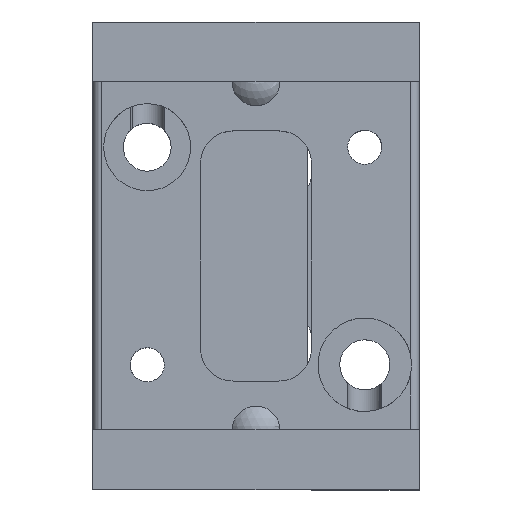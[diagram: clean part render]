
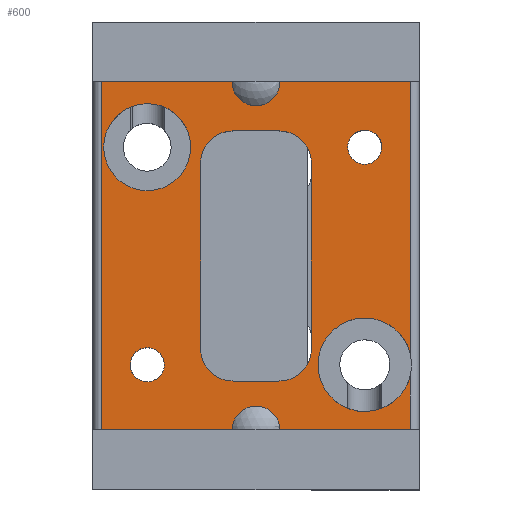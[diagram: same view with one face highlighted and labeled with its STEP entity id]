
A CAD part, top view. The second image highlights one B-rep face of the part: STEP entity #600.
In plain terms, the highlighted planar face has unit normal (0, 0, 1).
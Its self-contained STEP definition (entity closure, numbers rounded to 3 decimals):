
#314=AXIS2_PLACEMENT_3D('Circle Axis2P3D',#312,#313,$) ;
#340=AXIS2_PLACEMENT_3D('Circle Axis2P3D',#338,#339,$) ;
#358=AXIS2_PLACEMENT_3D('Plane Axis2P3D',#355,#356,#357) ;
#371=AXIS2_PLACEMENT_3D('Circle Axis2P3D',#369,#370,$) ;
#385=AXIS2_PLACEMENT_3D('Circle Axis2P3D',#383,#384,$) ;
#399=AXIS2_PLACEMENT_3D('Circle Axis2P3D',#397,#398,$) ;
#413=AXIS2_PLACEMENT_3D('Circle Axis2P3D',#411,#412,$) ;
#427=AXIS2_PLACEMENT_3D('Circle Axis2P3D',#425,#426,$) ;
#434=AXIS2_PLACEMENT_3D('Circle Axis2P3D',#432,#433,$) ;
#441=AXIS2_PLACEMENT_3D('Circle Axis2P3D',#439,#440,$) ;
#464=AXIS2_PLACEMENT_3D('Circle Axis2P3D',#462,#463,$) ;
#473=AXIS2_PLACEMENT_3D('Circle Axis2P3D',#471,#472,$) ;
#482=AXIS2_PLACEMENT_3D('Circle Axis2P3D',#480,#481,$) ;
#491=AXIS2_PLACEMENT_3D('Circle Axis2P3D',#489,#490,$) ;
#500=AXIS2_PLACEMENT_3D('Circle Axis2P3D',#498,#499,$) ;
#516=AXIS2_PLACEMENT_3D('Circle Axis2P3D',#514,#515,$) ;
#530=AXIS2_PLACEMENT_3D('Circle Axis2P3D',#528,#529,$) ;
#544=AXIS2_PLACEMENT_3D('Circle Axis2P3D',#542,#543,$) ;
#566=AXIS2_PLACEMENT_3D('Circle Axis2P3D',#564,#565,$) ;
#575=AXIS2_PLACEMENT_3D('Circle Axis2P3D',#573,#574,$) ;
#584=AXIS2_PLACEMENT_3D('Circle Axis2P3D',#582,#583,$) ;
#593=AXIS2_PLACEMENT_3D('Circle Axis2P3D',#591,#592,$) ;
#307=CARTESIAN_POINT('Vertex',(6.535,7.473,2.6)) ;
#312=CARTESIAN_POINT('Axis2P3D Location',(7.5,8.,2.6)) ;
#316=CARTESIAN_POINT('Vertex',(8.465,8.527,2.6)) ;
#338=CARTESIAN_POINT('Axis2P3D Location',(7.5,8.,2.6)) ;
#355=CARTESIAN_POINT('Axis2P3D Location',(15.,-9.25,2.6)) ;
#360=CARTESIAN_POINT('Line Origine',(14.6,2.596,2.6)) ;
#364=CARTESIAN_POINT('Vertex',(14.6,-4.539,2.6)) ;
#366=CARTESIAN_POINT('Vertex',(14.6,9.73,2.6)) ;
#369=CARTESIAN_POINT('Axis2P3D Location',(13.5,10.75,2.6)) ;
#373=CARTESIAN_POINT('Vertex',(13.5,9.25,2.6)) ;
#376=CARTESIAN_POINT('Line Origine',(7.5,9.25,2.6)) ;
#380=CARTESIAN_POINT('Vertex',(1.5,9.25,2.6)) ;
#383=CARTESIAN_POINT('Axis2P3D Location',(1.5,10.75,2.6)) ;
#387=CARTESIAN_POINT('Vertex',(0.4,9.73,2.6)) ;
#390=CARTESIAN_POINT('Line Origine',(0.4,0.,2.6)) ;
#394=CARTESIAN_POINT('Vertex',(0.4,-9.73,2.6)) ;
#397=CARTESIAN_POINT('Axis2P3D Location',(1.5,-10.75,2.6)) ;
#401=CARTESIAN_POINT('Vertex',(1.5,-9.25,2.6)) ;
#404=CARTESIAN_POINT('Line Origine',(7.5,-9.25,2.6)) ;
#408=CARTESIAN_POINT('Vertex',(13.5,-9.25,2.6)) ;
#411=CARTESIAN_POINT('Axis2P3D Location',(13.5,-10.75,2.6)) ;
#415=CARTESIAN_POINT('Vertex',(14.6,-9.73,2.6)) ;
#418=CARTESIAN_POINT('Line Origine',(14.6,-7.596,2.6)) ;
#422=CARTESIAN_POINT('Vertex',(14.6,-5.461,2.6)) ;
#425=CARTESIAN_POINT('Axis2P3D Location',(12.5,-5.,2.6)) ;
#429=CARTESIAN_POINT('Vertex',(14.387,-6.031,2.6)) ;
#432=CARTESIAN_POINT('Axis2P3D Location',(12.5,-5.,2.6)) ;
#436=CARTESIAN_POINT('Vertex',(10.613,-3.969,2.6)) ;
#439=CARTESIAN_POINT('Axis2P3D Location',(12.5,-5.,2.6)) ;
#462=CARTESIAN_POINT('Axis2P3D Location',(2.5,-5.,2.6)) ;
#466=CARTESIAN_POINT('Vertex',(1.812,-4.624,2.6)) ;
#468=CARTESIAN_POINT('Vertex',(3.188,-5.376,2.6)) ;
#471=CARTESIAN_POINT('Axis2P3D Location',(2.5,-5.,2.6)) ;
#480=CARTESIAN_POINT('Axis2P3D Location',(12.5,5.,2.6)) ;
#484=CARTESIAN_POINT('Vertex',(11.812,5.376,2.6)) ;
#486=CARTESIAN_POINT('Vertex',(13.188,4.624,2.6)) ;
#489=CARTESIAN_POINT('Axis2P3D Location',(12.5,5.,2.6)) ;
#498=CARTESIAN_POINT('Axis2P3D Location',(6.45,-4.25,2.6)) ;
#502=CARTESIAN_POINT('Vertex',(6.45,-5.75,2.6)) ;
#504=CARTESIAN_POINT('Vertex',(4.95,-4.25,2.6)) ;
#507=CARTESIAN_POINT('Line Origine',(4.95,0.,2.6)) ;
#511=CARTESIAN_POINT('Vertex',(4.95,4.25,2.6)) ;
#514=CARTESIAN_POINT('Axis2P3D Location',(6.45,4.25,2.6)) ;
#518=CARTESIAN_POINT('Vertex',(6.45,5.75,2.6)) ;
#521=CARTESIAN_POINT('Line Origine',(7.5,5.75,2.6)) ;
#525=CARTESIAN_POINT('Vertex',(8.55,5.75,2.6)) ;
#528=CARTESIAN_POINT('Axis2P3D Location',(8.55,4.25,2.6)) ;
#532=CARTESIAN_POINT('Vertex',(10.05,4.25,2.6)) ;
#535=CARTESIAN_POINT('Line Origine',(10.05,0.,2.6)) ;
#539=CARTESIAN_POINT('Vertex',(10.05,-4.25,2.6)) ;
#542=CARTESIAN_POINT('Axis2P3D Location',(8.55,-4.25,2.6)) ;
#546=CARTESIAN_POINT('Vertex',(8.55,-5.75,2.6)) ;
#549=CARTESIAN_POINT('Line Origine',(7.5,-5.75,2.6)) ;
#564=CARTESIAN_POINT('Axis2P3D Location',(2.5,5.,2.6)) ;
#568=CARTESIAN_POINT('Vertex',(0.745,5.959,2.6)) ;
#570=CARTESIAN_POINT('Vertex',(4.255,4.041,2.6)) ;
#573=CARTESIAN_POINT('Axis2P3D Location',(2.5,5.,2.6)) ;
#582=CARTESIAN_POINT('Axis2P3D Location',(7.5,-8.,2.6)) ;
#586=CARTESIAN_POINT('Vertex',(8.465,-7.473,2.6)) ;
#588=CARTESIAN_POINT('Vertex',(6.535,-8.527,2.6)) ;
#591=CARTESIAN_POINT('Axis2P3D Location',(7.5,-8.,2.6)) ;
#313=DIRECTION('Axis2P3D Direction',(0.,0.,1.)) ;
#339=DIRECTION('Axis2P3D Direction',(0.,0.,1.)) ;
#356=DIRECTION('Axis2P3D Direction',(0.,-0.,1.)) ;
#357=DIRECTION('Axis2P3D XDirection',(0.,1.,0.)) ;
#361=DIRECTION('Vector Direction',(0.,1.,0.)) ;
#370=DIRECTION('Axis2P3D Direction',(0.,-0.,1.)) ;
#377=DIRECTION('Vector Direction',(-1.,0.,0.)) ;
#384=DIRECTION('Axis2P3D Direction',(0.,-0.,1.)) ;
#391=DIRECTION('Vector Direction',(0.,1.,0.)) ;
#398=DIRECTION('Axis2P3D Direction',(0.,-0.,1.)) ;
#405=DIRECTION('Vector Direction',(-1.,0.,0.)) ;
#412=DIRECTION('Axis2P3D Direction',(0.,-0.,1.)) ;
#419=DIRECTION('Vector Direction',(0.,1.,0.)) ;
#426=DIRECTION('Axis2P3D Direction',(0.,-0.,1.)) ;
#433=DIRECTION('Axis2P3D Direction',(0.,-0.,1.)) ;
#440=DIRECTION('Axis2P3D Direction',(0.,-0.,1.)) ;
#463=DIRECTION('Axis2P3D Direction',(0.,-0.,1.)) ;
#472=DIRECTION('Axis2P3D Direction',(0.,-0.,1.)) ;
#481=DIRECTION('Axis2P3D Direction',(0.,-0.,1.)) ;
#490=DIRECTION('Axis2P3D Direction',(0.,-0.,1.)) ;
#499=DIRECTION('Axis2P3D Direction',(0.,-0.,1.)) ;
#508=DIRECTION('Vector Direction',(0.,-1.,0.)) ;
#515=DIRECTION('Axis2P3D Direction',(0.,-0.,1.)) ;
#522=DIRECTION('Vector Direction',(1.,0.,0.)) ;
#529=DIRECTION('Axis2P3D Direction',(0.,-0.,1.)) ;
#536=DIRECTION('Vector Direction',(0.,1.,0.)) ;
#543=DIRECTION('Axis2P3D Direction',(0.,-0.,1.)) ;
#550=DIRECTION('Vector Direction',(-1.,0.,0.)) ;
#565=DIRECTION('Axis2P3D Direction',(0.,-0.,1.)) ;
#574=DIRECTION('Axis2P3D Direction',(0.,-0.,1.)) ;
#583=DIRECTION('Axis2P3D Direction',(0.,-0.,1.)) ;
#592=DIRECTION('Axis2P3D Direction',(0.,-0.,1.)) ;
#362=VECTOR('Line Direction',#361,1.) ;
#378=VECTOR('Line Direction',#377,1.) ;
#392=VECTOR('Line Direction',#391,1.) ;
#406=VECTOR('Line Direction',#405,1.) ;
#420=VECTOR('Line Direction',#419,1.) ;
#509=VECTOR('Line Direction',#508,1.) ;
#523=VECTOR('Line Direction',#522,1.) ;
#537=VECTOR('Line Direction',#536,1.) ;
#551=VECTOR('Line Direction',#550,1.) ;
#445=ORIENTED_EDGE('',*,*,#368,.T.) ;
#446=ORIENTED_EDGE('',*,*,#375,.F.) ;
#447=ORIENTED_EDGE('',*,*,#382,.T.) ;
#448=ORIENTED_EDGE('',*,*,#389,.F.) ;
#449=ORIENTED_EDGE('',*,*,#396,.T.) ;
#450=ORIENTED_EDGE('',*,*,#403,.F.) ;
#451=ORIENTED_EDGE('',*,*,#410,.F.) ;
#452=ORIENTED_EDGE('',*,*,#417,.F.) ;
#453=ORIENTED_EDGE('',*,*,#424,.T.) ;
#454=ORIENTED_EDGE('',*,*,#431,.F.) ;
#455=ORIENTED_EDGE('',*,*,#438,.F.) ;
#456=ORIENTED_EDGE('',*,*,#443,.F.) ;
#459=ORIENTED_EDGE('',*,*,#342,.F.) ;
#460=ORIENTED_EDGE('',*,*,#318,.F.) ;
#477=ORIENTED_EDGE('',*,*,#470,.F.) ;
#478=ORIENTED_EDGE('',*,*,#475,.F.) ;
#495=ORIENTED_EDGE('',*,*,#488,.F.) ;
#496=ORIENTED_EDGE('',*,*,#493,.F.) ;
#555=ORIENTED_EDGE('',*,*,#506,.T.) ;
#556=ORIENTED_EDGE('',*,*,#513,.F.) ;
#557=ORIENTED_EDGE('',*,*,#520,.T.) ;
#558=ORIENTED_EDGE('',*,*,#527,.F.) ;
#559=ORIENTED_EDGE('',*,*,#534,.T.) ;
#560=ORIENTED_EDGE('',*,*,#541,.F.) ;
#561=ORIENTED_EDGE('',*,*,#548,.T.) ;
#562=ORIENTED_EDGE('',*,*,#553,.F.) ;
#579=ORIENTED_EDGE('',*,*,#572,.F.) ;
#580=ORIENTED_EDGE('',*,*,#577,.F.) ;
#597=ORIENTED_EDGE('',*,*,#590,.F.) ;
#598=ORIENTED_EDGE('',*,*,#595,.F.) ;
#461=FACE_BOUND('',#458,.T.) ;
#479=FACE_BOUND('',#476,.T.) ;
#497=FACE_BOUND('',#494,.T.) ;
#563=FACE_BOUND('',#554,.T.) ;
#581=FACE_BOUND('',#578,.T.) ;
#599=FACE_BOUND('',#596,.T.) ;
#600=ADVANCED_FACE('Hauptk\X2\00F6\X0\rper',(#457,#461,#479,#497,#563,#581,#599),#359,.T.) ;
#315=CIRCLE('generated circle',#314,1.1) ;
#341=CIRCLE('generated circle',#340,1.1) ;
#372=CIRCLE('generated circle',#371,1.5) ;
#386=CIRCLE('generated circle',#385,1.5) ;
#400=CIRCLE('generated circle',#399,1.5) ;
#414=CIRCLE('generated circle',#413,1.5) ;
#428=CIRCLE('generated circle',#427,2.15) ;
#435=CIRCLE('generated circle',#434,2.15) ;
#442=CIRCLE('generated circle',#441,2.15) ;
#465=CIRCLE('generated circle',#464,0.784) ;
#474=CIRCLE('generated circle',#473,0.784) ;
#483=CIRCLE('generated circle',#482,0.784) ;
#492=CIRCLE('generated circle',#491,0.784) ;
#501=CIRCLE('generated circle',#500,1.5) ;
#517=CIRCLE('generated circle',#516,1.5) ;
#531=CIRCLE('generated circle',#530,1.5) ;
#545=CIRCLE('generated circle',#544,1.5) ;
#567=CIRCLE('generated circle',#566,2.) ;
#576=CIRCLE('generated circle',#575,2.) ;
#585=CIRCLE('generated circle',#584,1.1) ;
#594=CIRCLE('generated circle',#593,1.1) ;
#318=EDGE_CURVE('',#308,#317,#315,.T.) ;
#342=EDGE_CURVE('',#317,#308,#341,.T.) ;
#368=EDGE_CURVE('',#365,#367,#363,.T.) ;
#375=EDGE_CURVE('',#374,#367,#372,.T.) ;
#382=EDGE_CURVE('',#374,#381,#379,.T.) ;
#389=EDGE_CURVE('',#388,#381,#386,.T.) ;
#396=EDGE_CURVE('',#388,#395,#393,.F.) ;
#403=EDGE_CURVE('',#402,#395,#400,.T.) ;
#410=EDGE_CURVE('',#409,#402,#407,.T.) ;
#417=EDGE_CURVE('',#416,#409,#414,.T.) ;
#424=EDGE_CURVE('',#416,#423,#421,.T.) ;
#431=EDGE_CURVE('',#430,#423,#428,.T.) ;
#438=EDGE_CURVE('',#437,#430,#435,.T.) ;
#443=EDGE_CURVE('',#365,#437,#442,.T.) ;
#470=EDGE_CURVE('',#467,#469,#465,.T.) ;
#475=EDGE_CURVE('',#469,#467,#474,.T.) ;
#488=EDGE_CURVE('',#485,#487,#483,.T.) ;
#493=EDGE_CURVE('',#487,#485,#492,.T.) ;
#506=EDGE_CURVE('',#503,#505,#501,.F.) ;
#513=EDGE_CURVE('',#512,#505,#510,.T.) ;
#520=EDGE_CURVE('',#512,#519,#517,.F.) ;
#527=EDGE_CURVE('',#526,#519,#524,.F.) ;
#534=EDGE_CURVE('',#526,#533,#531,.F.) ;
#541=EDGE_CURVE('',#540,#533,#538,.T.) ;
#548=EDGE_CURVE('',#540,#547,#545,.F.) ;
#553=EDGE_CURVE('',#503,#547,#552,.F.) ;
#572=EDGE_CURVE('',#569,#571,#567,.T.) ;
#577=EDGE_CURVE('',#571,#569,#576,.T.) ;
#590=EDGE_CURVE('',#587,#589,#585,.T.) ;
#595=EDGE_CURVE('',#589,#587,#594,.T.) ;
#444=EDGE_LOOP('',(#445,#446,#447,#448,#449,#450,#451,#452,#453,#454,#455,#456)) ;
#458=EDGE_LOOP('',(#459,#460)) ;
#476=EDGE_LOOP('',(#477,#478)) ;
#494=EDGE_LOOP('',(#495,#496)) ;
#554=EDGE_LOOP('',(#555,#556,#557,#558,#559,#560,#561,#562)) ;
#578=EDGE_LOOP('',(#579,#580)) ;
#596=EDGE_LOOP('',(#597,#598)) ;
#457=FACE_OUTER_BOUND('',#444,.T.) ;
#363=LINE('Line',#360,#362) ;
#379=LINE('Line',#376,#378) ;
#393=LINE('Line',#390,#392) ;
#407=LINE('Line',#404,#406) ;
#421=LINE('Line',#418,#420) ;
#510=LINE('Line',#507,#509) ;
#524=LINE('Line',#521,#523) ;
#538=LINE('Line',#535,#537) ;
#552=LINE('Line',#549,#551) ;
#359=PLANE('',#358) ;
#308=VERTEX_POINT('',#307) ;
#317=VERTEX_POINT('',#316) ;
#365=VERTEX_POINT('',#364) ;
#367=VERTEX_POINT('',#366) ;
#374=VERTEX_POINT('',#373) ;
#381=VERTEX_POINT('',#380) ;
#388=VERTEX_POINT('',#387) ;
#395=VERTEX_POINT('',#394) ;
#402=VERTEX_POINT('',#401) ;
#409=VERTEX_POINT('',#408) ;
#416=VERTEX_POINT('',#415) ;
#423=VERTEX_POINT('',#422) ;
#430=VERTEX_POINT('',#429) ;
#437=VERTEX_POINT('',#436) ;
#467=VERTEX_POINT('',#466) ;
#469=VERTEX_POINT('',#468) ;
#485=VERTEX_POINT('',#484) ;
#487=VERTEX_POINT('',#486) ;
#503=VERTEX_POINT('',#502) ;
#505=VERTEX_POINT('',#504) ;
#512=VERTEX_POINT('',#511) ;
#519=VERTEX_POINT('',#518) ;
#526=VERTEX_POINT('',#525) ;
#533=VERTEX_POINT('',#532) ;
#540=VERTEX_POINT('',#539) ;
#547=VERTEX_POINT('',#546) ;
#569=VERTEX_POINT('',#568) ;
#571=VERTEX_POINT('',#570) ;
#587=VERTEX_POINT('',#586) ;
#589=VERTEX_POINT('',#588) ;
